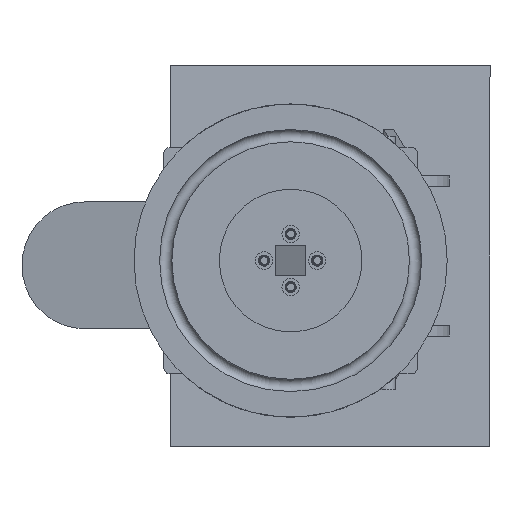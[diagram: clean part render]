
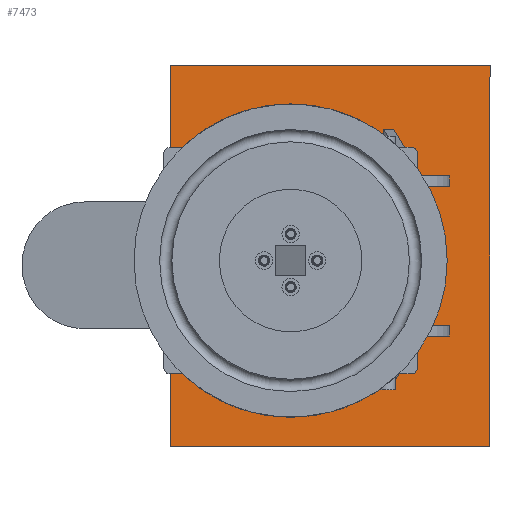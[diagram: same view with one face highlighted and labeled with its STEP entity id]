
A CAD part, front view. The second image highlights one B-rep face of the part: STEP entity #7473.
In plain terms, the highlighted face is planar.
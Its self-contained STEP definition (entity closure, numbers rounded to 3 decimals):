
#557=FACE_BOUND('',#1543,.T.);
#558=FACE_BOUND('',#1544,.T.);
#674=PLANE('',#8121);
#1068=FACE_OUTER_BOUND('',#1542,.T.);
#1542=EDGE_LOOP('',(#6506,#6507,#6508,#6509));
#1543=EDGE_LOOP('',(#6510,#6511,#6512,#6513,#6514,#6515,#6516,#6517));
#1544=EDGE_LOOP('',(#6518,#6519,#6520,#6521,#6522,#6523,#6524,#6525));
#2014=LINE('',#22438,#2542);
#2018=LINE('',#22447,#2546);
#2022=LINE('',#22456,#2550);
#2023=LINE('',#22458,#2551);
#2024=LINE('',#22460,#2552);
#2025=LINE('',#22461,#2553);
#2026=LINE('',#22464,#2554);
#2027=LINE('',#22466,#2555);
#2028=LINE('',#22468,#2556);
#2029=LINE('',#22470,#2557);
#2030=LINE('',#22472,#2558);
#2031=LINE('',#22474,#2559);
#2032=LINE('',#22476,#2560);
#2033=LINE('',#22477,#2561);
#2034=LINE('',#22479,#2562);
#2035=LINE('',#22481,#2563);
#2036=LINE('',#22482,#2564);
#2037=LINE('',#22484,#2565);
#2038=LINE('',#22486,#2566);
#2039=LINE('',#22487,#2567);
#2542=VECTOR('',#9607,10.);
#2546=VECTOR('',#9613,10.);
#2550=VECTOR('',#9619,10.);
#2551=VECTOR('',#9620,10.);
#2552=VECTOR('',#9621,10.);
#2553=VECTOR('',#9622,10.);
#2554=VECTOR('',#9623,10.);
#2555=VECTOR('',#9624,10.);
#2556=VECTOR('',#9625,10.);
#2557=VECTOR('',#9626,10.);
#2558=VECTOR('',#9627,10.);
#2559=VECTOR('',#9628,10.);
#2560=VECTOR('',#9629,10.);
#2561=VECTOR('',#9630,10.);
#2562=VECTOR('',#9631,10.);
#2563=VECTOR('',#9632,10.);
#2564=VECTOR('',#9633,10.);
#2565=VECTOR('',#9634,10.);
#2566=VECTOR('',#9635,10.);
#2567=VECTOR('',#9636,10.);
#3452=VERTEX_POINT('',#22436);
#3453=VERTEX_POINT('',#22437);
#3456=VERTEX_POINT('',#22445);
#3457=VERTEX_POINT('',#22446);
#3460=VERTEX_POINT('',#22454);
#3461=VERTEX_POINT('',#22455);
#3462=VERTEX_POINT('',#22457);
#3463=VERTEX_POINT('',#22459);
#3464=VERTEX_POINT('',#22462);
#3465=VERTEX_POINT('',#22463);
#3466=VERTEX_POINT('',#22465);
#3467=VERTEX_POINT('',#22467);
#3468=VERTEX_POINT('',#22469);
#3469=VERTEX_POINT('',#22471);
#3470=VERTEX_POINT('',#22473);
#3471=VERTEX_POINT('',#22475);
#3472=VERTEX_POINT('',#22478);
#3473=VERTEX_POINT('',#22480);
#3474=VERTEX_POINT('',#22483);
#3475=VERTEX_POINT('',#22485);
#4486=EDGE_CURVE('',#3452,#3453,#2014,.T.);
#4490=EDGE_CURVE('',#3456,#3457,#2018,.T.);
#4494=EDGE_CURVE('',#3460,#3461,#2022,.F.);
#4495=EDGE_CURVE('',#3462,#3460,#2023,.F.);
#4496=EDGE_CURVE('',#3463,#3462,#2024,.F.);
#4497=EDGE_CURVE('',#3461,#3463,#2025,.F.);
#4498=EDGE_CURVE('',#3464,#3465,#2026,.T.);
#4499=EDGE_CURVE('',#3465,#3466,#2027,.T.);
#4500=EDGE_CURVE('',#3467,#3466,#2028,.T.);
#4501=EDGE_CURVE('',#3467,#3468,#2029,.T.);
#4502=EDGE_CURVE('',#3468,#3469,#2030,.T.);
#4503=EDGE_CURVE('',#3470,#3469,#2031,.T.);
#4504=EDGE_CURVE('',#3470,#3471,#2032,.T.);
#4505=EDGE_CURVE('',#3471,#3464,#2033,.T.);
#4506=EDGE_CURVE('',#3452,#3472,#2034,.T.);
#4507=EDGE_CURVE('',#3473,#3472,#2035,.T.);
#4508=EDGE_CURVE('',#3473,#3457,#2036,.T.);
#4509=EDGE_CURVE('',#3474,#3456,#2037,.T.);
#4510=EDGE_CURVE('',#3474,#3475,#2038,.T.);
#4511=EDGE_CURVE('',#3475,#3453,#2039,.T.);
#6506=ORIENTED_EDGE('',*,*,#4494,.F.);
#6507=ORIENTED_EDGE('',*,*,#4495,.F.);
#6508=ORIENTED_EDGE('',*,*,#4496,.F.);
#6509=ORIENTED_EDGE('',*,*,#4497,.F.);
#6510=ORIENTED_EDGE('',*,*,#4498,.T.);
#6511=ORIENTED_EDGE('',*,*,#4499,.T.);
#6512=ORIENTED_EDGE('',*,*,#4500,.F.);
#6513=ORIENTED_EDGE('',*,*,#4501,.T.);
#6514=ORIENTED_EDGE('',*,*,#4502,.T.);
#6515=ORIENTED_EDGE('',*,*,#4503,.F.);
#6516=ORIENTED_EDGE('',*,*,#4504,.T.);
#6517=ORIENTED_EDGE('',*,*,#4505,.T.);
#6518=ORIENTED_EDGE('',*,*,#4506,.T.);
#6519=ORIENTED_EDGE('',*,*,#4507,.F.);
#6520=ORIENTED_EDGE('',*,*,#4508,.T.);
#6521=ORIENTED_EDGE('',*,*,#4490,.F.);
#6522=ORIENTED_EDGE('',*,*,#4509,.F.);
#6523=ORIENTED_EDGE('',*,*,#4510,.T.);
#6524=ORIENTED_EDGE('',*,*,#4511,.T.);
#6525=ORIENTED_EDGE('',*,*,#4486,.F.);
#7473=ADVANCED_FACE('',(#1068,#557,#558),#674,.F.);
#8121=AXIS2_PLACEMENT_3D('',#22453,#9617,#9618);
#9607=DIRECTION('',(0.,0.,1.));
#9613=DIRECTION('',(0.,0.,1.));
#9617=DIRECTION('center_axis',(0.,1.,0.));
#9618=DIRECTION('ref_axis',(-1.,0.,0.));
#9619=DIRECTION('',(1.,0.,0.));
#9620=DIRECTION('',(0.,0.,1.));
#9621=DIRECTION('',(-1.,0.,0.));
#9622=DIRECTION('',(0.,0.,-1.));
#9623=DIRECTION('',(1.,0.,0.));
#9624=DIRECTION('',(0.,0.,-1.));
#9625=DIRECTION('',(1.,0.,0.));
#9626=DIRECTION('',(0.,0.,1.));
#9627=DIRECTION('',(1.,0.,0.));
#9628=DIRECTION('',(0.,0.,-1.));
#9629=DIRECTION('',(-1.,0.,0.));
#9630=DIRECTION('',(0.,0.,1.));
#9631=DIRECTION('',(-1.,0.,0.));
#9632=DIRECTION('',(0.,0.,1.));
#9633=DIRECTION('',(1.,0.,0.));
#9634=DIRECTION('',(1.,0.,0.));
#9635=DIRECTION('',(0.,0.,1.));
#9636=DIRECTION('',(1.,0.,0.));
#22436=CARTESIAN_POINT('',(54.763,280.,36.825));
#22437=CARTESIAN_POINT('',(54.763,280.,40.));
#22438=CARTESIAN_POINT('',(54.763,280.,10.));
#22445=CARTESIAN_POINT('',(54.763,280.,0.));
#22446=CARTESIAN_POINT('',(54.763,280.,3.175));
#22447=CARTESIAN_POINT('',(54.763,280.,10.));
#22453=CARTESIAN_POINT('Origin',(14.763,280.,20.));
#22454=CARTESIAN_POINT('',(74.763,280.,-30.413));
#22455=CARTESIAN_POINT('',(-45.237,280.,-30.413));
#22456=CARTESIAN_POINT('',(-5.237,280.,-30.413));
#22457=CARTESIAN_POINT('',(74.763,280.,70.413));
#22458=CARTESIAN_POINT('',(74.763,280.,4.794));
#22459=CARTESIAN_POINT('',(-45.237,280.,70.413));
#22460=CARTESIAN_POINT('',(34.763,280.,70.413));
#22461=CARTESIAN_POINT('',(-45.237,280.,35.206));
#22462=CARTESIAN_POINT('',(-25.237,280.,40.));
#22463=CARTESIAN_POINT('',(-7.175,280.,40.));
#22464=CARTESIAN_POINT('',(2.144,280.,40.));
#22465=CARTESIAN_POINT('',(-7.175,280.,0.));
#22466=CARTESIAN_POINT('',(-7.175,280.,24.614));
#22467=CARTESIAN_POINT('',(-25.237,280.,0.));
#22468=CARTESIAN_POINT('',(17.381,280.,0.));
#22469=CARTESIAN_POINT('',(-25.237,280.,3.175));
#22470=CARTESIAN_POINT('',(-25.237,280.,10.));
#22471=CARTESIAN_POINT('',(-10.475,280.,3.175));
#22472=CARTESIAN_POINT('',(-5.237,280.,3.175));
#22473=CARTESIAN_POINT('',(-10.475,280.,36.825));
#22474=CARTESIAN_POINT('',(-10.475,280.,10.));
#22475=CARTESIAN_POINT('',(-25.237,280.,36.825));
#22476=CARTESIAN_POINT('',(-5.237,280.,36.825));
#22477=CARTESIAN_POINT('',(-25.237,280.,10.));
#22478=CARTESIAN_POINT('',(40.,280.,36.825));
#22479=CARTESIAN_POINT('',(34.763,280.,36.825));
#22480=CARTESIAN_POINT('',(40.,280.,3.175));
#22481=CARTESIAN_POINT('',(40.,280.,10.));
#22482=CARTESIAN_POINT('',(34.763,280.,3.175));
#22483=CARTESIAN_POINT('',(36.825,280.,0.));
#22484=CARTESIAN_POINT('',(17.381,280.,0.));
#22485=CARTESIAN_POINT('',(36.825,280.,40.));
#22486=CARTESIAN_POINT('',(36.825,280.,1.588));
#22487=CARTESIAN_POINT('',(12.144,280.,40.));
